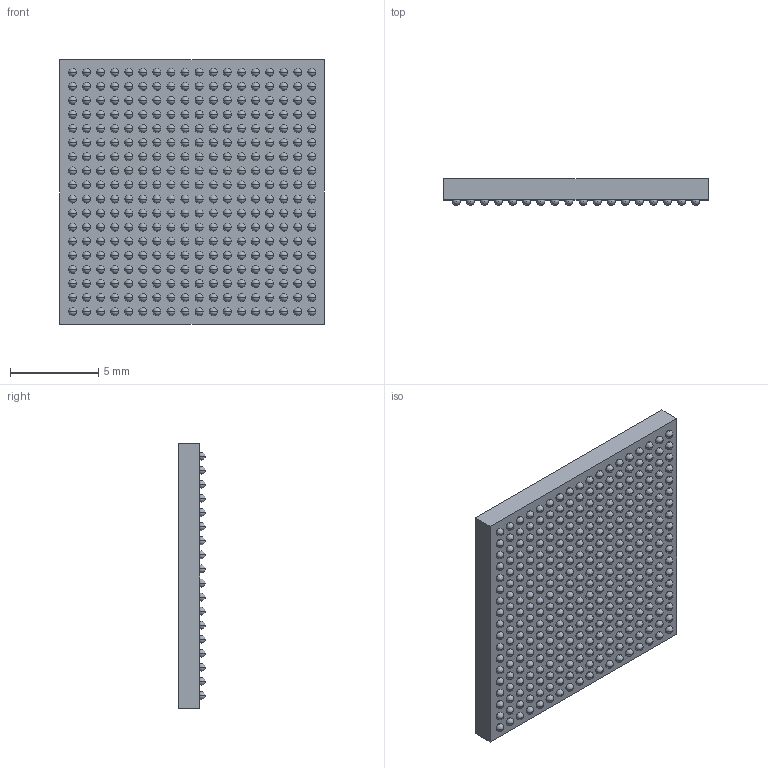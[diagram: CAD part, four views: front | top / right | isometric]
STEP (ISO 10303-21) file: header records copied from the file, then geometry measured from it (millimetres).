
FILE_DESCRIPTION (( 'STEP AP214' ), '1' );
FILE_NAME ('XC7A35T-L1CSG324I.STEP', '2020-06-22T21:59:54', ( '' ), ( '' ), 'SwSTEP 2.0', 'SolidWorks 2018', '' );
FILE_SCHEMA (( 'AUTOMOTIVE_DESIGN' ));
Length unit declared in the file: millimetre
Products named in the file (1): XC7A35T-L1CSG324I
Bounding box: 15 x 1.5 x 15 mm (x, y, z)
Volume: 281.5 mm3; surface area: 705.2 mm2
Topology: 325 solids, 325 shells, 978 faces, 2928 edges, 1952 vertices
Faces by surface type: sphere 648, plane 330
Entity records: 24490 total; most frequent: DIRECTION 4562, CARTESIAN_POINT 3267, ORIENTED_EDGE 2616, AXIS2_PLACEMENT_3D 2275, EDGE_CURVE 1308, CIRCLE 1296, VERTEX_POINT 980, FACE_OUTER_BOUND 978
